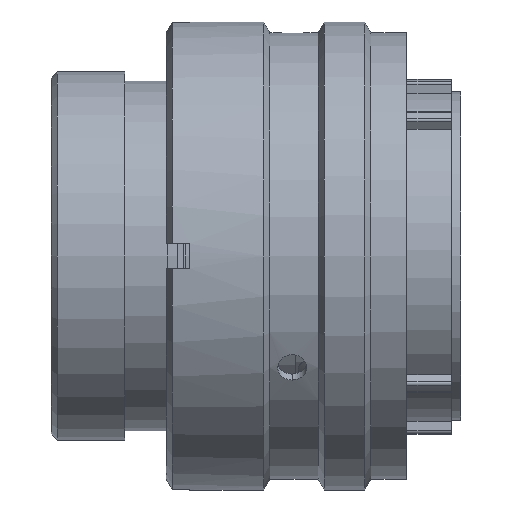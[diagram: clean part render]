
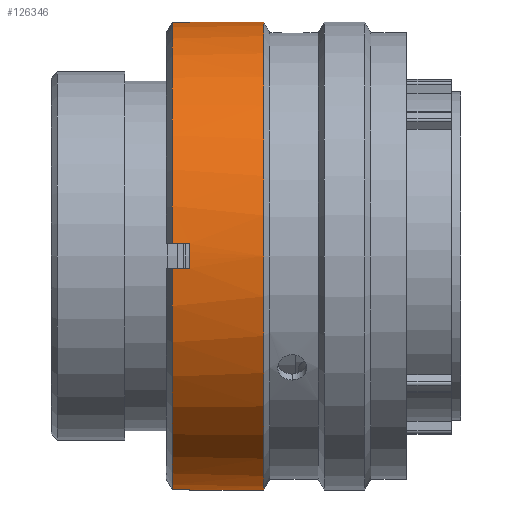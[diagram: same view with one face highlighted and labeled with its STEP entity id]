
A CAD part, front view. The second image highlights one B-rep face of the part: STEP entity #126346.
In plain terms, the highlighted cylindrical face has radius 19.05 mm (diameter 38.1 mm), a partial arc.
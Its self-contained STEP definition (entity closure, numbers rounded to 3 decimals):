
#1941 = LINE ( 'NONE', #6755, #30003 ) ;
#2161 = CARTESIAN_POINT ( 'NONE',  ( 11.278, -1., 19.024 ) ) ;
#4306 = VERTEX_POINT ( 'NONE', #13788 ) ;
#4372 = AXIS2_PLACEMENT_3D ( 'NONE', #36862, #58143, #89494 ) ;
#5733 = ORIENTED_EDGE ( 'NONE', *, *, #106812, .T. ) ;
#6031 = CARTESIAN_POINT ( 'NONE',  ( 28.928, 0., -19.05 ) ) ;
#6210 = EDGE_CURVE ( 'NONE', #11907, #112110, #61654, .T. ) ;
#6622 = EDGE_CURVE ( 'NONE', #135190, #49342, #39960, .T. ) ;
#6755 = CARTESIAN_POINT ( 'NONE',  ( 28.928, -1., -19.024 ) ) ;
#6834 = DIRECTION ( 'NONE',  ( 0., 0., -1. ) ) ;
#8053 = CARTESIAN_POINT ( 'NONE',  ( 17.298, 0., 19.05 ) ) ;
#8233 = DIRECTION ( 'NONE',  ( 1., 0., 0. ) ) ;
#9288 = VERTEX_POINT ( 'NONE', #29591 ) ;
#9889 = LINE ( 'NONE', #112996, #118800 ) ;
#10139 = AXIS2_PLACEMENT_3D ( 'NONE', #78608, #36605, #47232 ) ;
#10860 = CARTESIAN_POINT ( 'NONE',  ( 11.278, -1., -19.024 ) ) ;
#11907 = VERTEX_POINT ( 'NONE', #20090 ) ;
#12478 = DIRECTION ( 'NONE',  ( 1., 0., 0. ) ) ;
#13005 = CIRCLE ( 'NONE', #93453, 19.05 ) ;
#13621 = ORIENTED_EDGE ( 'NONE', *, *, #90863, .T. ) ;
#13788 = CARTESIAN_POINT ( 'NONE',  ( 17.298, 0., -19.05 ) ) ;
#14643 = FACE_OUTER_BOUND ( 'NONE', #57167, .T. ) ;
#14942 = CARTESIAN_POINT ( 'NONE',  ( 9.878, -1., 19.024 ) ) ;
#15618 = DIRECTION ( 'NONE',  ( -1., 0., 0. ) ) ;
#19050 = VERTEX_POINT ( 'NONE', #127632 ) ;
#19309 = CARTESIAN_POINT ( 'NONE',  ( 9.878, 0., 0. ) ) ;
#19762 = DIRECTION ( 'NONE',  ( 0., 0., -1. ) ) ;
#20090 = CARTESIAN_POINT ( 'NONE',  ( 11.278, 0., 19.05 ) ) ;
#23800 = CARTESIAN_POINT ( 'NONE',  ( 28.928, 0., 0. ) ) ;
#24983 = EDGE_CURVE ( 'NONE', #131314, #83519, #27937, .T. ) ;
#25384 = EDGE_CURVE ( 'NONE', #9288, #4306, #50994, .T. ) ;
#27937 = CIRCLE ( 'NONE', #49673, 19.05 ) ;
#27958 = DIRECTION ( 'NONE',  ( 1., 0., 0. ) ) ;
#29591 = CARTESIAN_POINT ( 'NONE',  ( 11.278, 0., -19.05 ) ) ;
#30003 = VECTOR ( 'NONE', #27958, 1000. ) ;
#32730 = ORIENTED_EDGE ( 'NONE', *, *, #122145, .F. ) ;
#36098 = EDGE_CURVE ( 'NONE', #49342, #131314, #9889, .T. ) ;
#36468 = CARTESIAN_POINT ( 'NONE',  ( 11.278, 0., 0. ) ) ;
#36605 = DIRECTION ( 'NONE',  ( 1., 0., 0. ) ) ;
#36862 = CARTESIAN_POINT ( 'NONE',  ( 17.298, 0., 0. ) ) ;
#38112 = CARTESIAN_POINT ( 'NONE',  ( 9.878, -19.024, -1. ) ) ;
#39890 = ORIENTED_EDGE ( 'NONE', *, *, #6210, .T. ) ;
#39960 = CIRCLE ( 'NONE', #108798, 19.05 ) ;
#47232 = DIRECTION ( 'NONE',  ( 0., 0., 1. ) ) ;
#48546 = ORIENTED_EDGE ( 'NONE', *, *, #115367, .F. ) ;
#49339 = CYLINDRICAL_SURFACE ( 'NONE', #90272, 19.05 ) ;
#49342 = VERTEX_POINT ( 'NONE', #58872 ) ;
#49673 = AXIS2_PLACEMENT_3D ( 'NONE', #19309, #8233, #19762 ) ;
#50653 = EDGE_CURVE ( 'NONE', #19050, #135190, #69787, .T. ) ;
#50994 = LINE ( 'NONE', #6031, #80653 ) ;
#53479 = CARTESIAN_POINT ( 'NONE',  ( 28.928, -1., 19.024 ) ) ;
#54513 = CARTESIAN_POINT ( 'NONE',  ( 28.928, -19.024, 1. ) ) ;
#55642 = DIRECTION ( 'NONE',  ( 0., 0., -1. ) ) ;
#57167 = EDGE_LOOP ( 'NONE', ( #32730, #39890, #71707, #13621, #105603, #102298, #66842, #96293, #85951, #5733, #86055, #48546 ) ) ;
#58143 = DIRECTION ( 'NONE',  ( 1., 0., 0. ) ) ;
#58872 = CARTESIAN_POINT ( 'NONE',  ( 11.278, -19.024, -1. ) ) ;
#60607 = CARTESIAN_POINT ( 'NONE',  ( 11.278, 0., 0. ) ) ;
#61654 = CIRCLE ( 'NONE', #111449, 19.05 ) ;
#61855 = CARTESIAN_POINT ( 'NONE',  ( 28.928, 0., 19.05 ) ) ;
#62762 = DIRECTION ( 'NONE',  ( 1., 0., 0. ) ) ;
#64170 = VERTEX_POINT ( 'NONE', #14942 ) ;
#64500 = DIRECTION ( 'NONE',  ( -1., 0., 0. ) ) ;
#66660 = DIRECTION ( 'NONE',  ( 1., 0., 0. ) ) ;
#66842 = ORIENTED_EDGE ( 'NONE', *, *, #36098, .T. ) ;
#67274 = CARTESIAN_POINT ( 'NONE',  ( 9.878, 0., 0. ) ) ;
#67812 = DIRECTION ( 'NONE',  ( 0., 0., 1. ) ) ;
#68251 = DIRECTION ( 'NONE',  ( 1., 0., 0. ) ) ;
#69723 = CIRCLE ( 'NONE', #10139, 19.05 ) ;
#69787 = LINE ( 'NONE', #54513, #114423 ) ;
#71707 = ORIENTED_EDGE ( 'NONE', *, *, #104859, .T. ) ;
#75708 = CARTESIAN_POINT ( 'NONE',  ( 11.278, -19.024, 1. ) ) ;
#76097 = CARTESIAN_POINT ( 'NONE',  ( 9.878, -1., -19.024 ) ) ;
#77884 = DIRECTION ( 'NONE',  ( 1., 0., 0. ) ) ;
#78608 = CARTESIAN_POINT ( 'NONE',  ( 11.278, 0., 0. ) ) ;
#80653 = VECTOR ( 'NONE', #122252, 1000. ) ;
#83519 = VERTEX_POINT ( 'NONE', #76097 ) ;
#85951 = ORIENTED_EDGE ( 'NONE', *, *, #103465, .T. ) ;
#86055 = ORIENTED_EDGE ( 'NONE', *, *, #25384, .T. ) ;
#89494 = DIRECTION ( 'NONE',  ( 0., 0., -1. ) ) ;
#90272 = AXIS2_PLACEMENT_3D ( 'NONE', #23800, #66660, #55642 ) ;
#90863 = EDGE_CURVE ( 'NONE', #64170, #19050, #13005, .T. ) ;
#93453 = AXIS2_PLACEMENT_3D ( 'NONE', #67274, #77884, #6834 ) ;
#96293 = ORIENTED_EDGE ( 'NONE', *, *, #24983, .T. ) ;
#98801 = VECTOR ( 'NONE', #64500, 1000. ) ;
#102298 = ORIENTED_EDGE ( 'NONE', *, *, #6622, .T. ) ;
#103465 = EDGE_CURVE ( 'NONE', #83519, #112643, #1941, .T. ) ;
#104579 = LINE ( 'NONE', #61855, #131015 ) ;
#104859 = EDGE_CURVE ( 'NONE', #112110, #64170, #126927, .T. ) ;
#105603 = ORIENTED_EDGE ( 'NONE', *, *, #50653, .T. ) ;
#106812 = EDGE_CURVE ( 'NONE', #112643, #9288, #69723, .T. ) ;
#108798 = AXIS2_PLACEMENT_3D ( 'NONE', #36468, #68251, #67812 ) ;
#111449 = AXIS2_PLACEMENT_3D ( 'NONE', #60607, #134795, #115011 ) ;
#111656 = CIRCLE ( 'NONE', #4372, 19.05 ) ;
#112110 = VERTEX_POINT ( 'NONE', #2161 ) ;
#112643 = VERTEX_POINT ( 'NONE', #10860 ) ;
#112996 = CARTESIAN_POINT ( 'NONE',  ( 28.928, -19.024, -1. ) ) ;
#114423 = VECTOR ( 'NONE', #12478, 1000. ) ;
#115011 = DIRECTION ( 'NONE',  ( 0., 0., 1. ) ) ;
#115367 = EDGE_CURVE ( 'NONE', #136847, #4306, #111656, .T. ) ;
#118800 = VECTOR ( 'NONE', #15618, 1000. ) ;
#122145 = EDGE_CURVE ( 'NONE', #11907, #136847, #104579, .T. ) ;
#122252 = DIRECTION ( 'NONE',  ( 1., 0., 0. ) ) ;
#126346 = ADVANCED_FACE ( 'NONE', ( #14643 ), #49339, .T. ) ;
#126927 = LINE ( 'NONE', #53479, #98801 ) ;
#127632 = CARTESIAN_POINT ( 'NONE',  ( 9.878, -19.024, 1. ) ) ;
#131015 = VECTOR ( 'NONE', #62762, 1000. ) ;
#131314 = VERTEX_POINT ( 'NONE', #38112 ) ;
#134795 = DIRECTION ( 'NONE',  ( 1., 0., 0. ) ) ;
#135190 = VERTEX_POINT ( 'NONE', #75708 ) ;
#136847 = VERTEX_POINT ( 'NONE', #8053 ) ;
